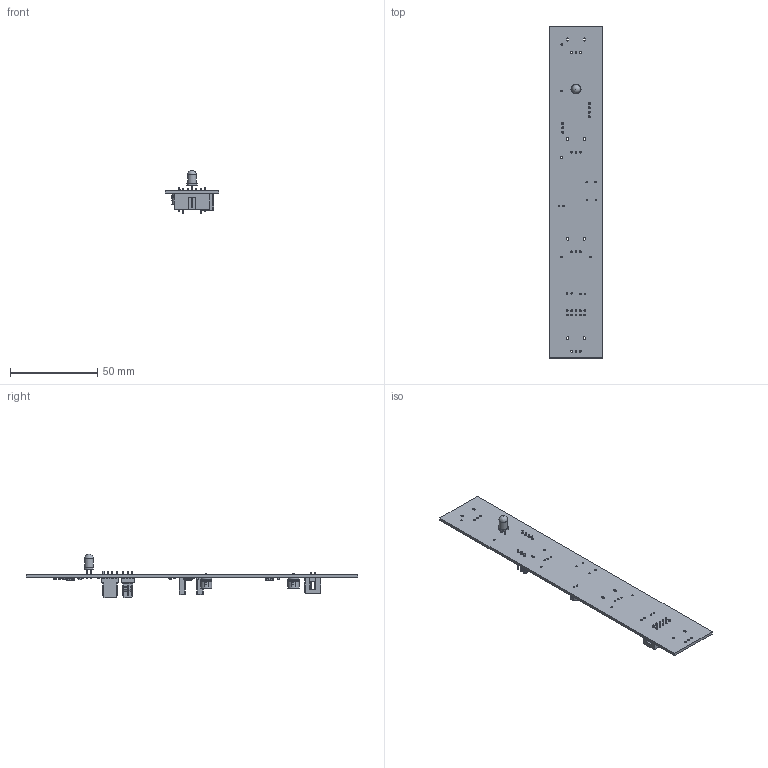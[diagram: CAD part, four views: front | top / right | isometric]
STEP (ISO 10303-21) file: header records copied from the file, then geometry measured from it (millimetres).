
FILE_DESCRIPTION(('KiCad electronic assembly'),'2;1');
FILE_NAME('envelope_follower.step','2023-11-12T12:55:28',('Pcbnew'),( 'Kicad'),'Open CASCADE STEP processor 7.6','KiCad to STEP converter' ,'Unknown');
FILE_SCHEMA(('AUTOMOTIVE_DESIGN { 1 0 10303 214 1 1 1 1 }'));
Length unit declared in the file: millimetre
Products named in the file (22): envelope_follower 1; LED_D5.0mm; SOLID; SOIC-8_3.9x4.9mm_P1.27mm; R_0805_2012Metric; IDC-Header_2x05_P2.54mm_Vertical; C_0805_2012Metric; D_SOD-123; C_Rect_L7.0mm_W3.5mm_P5.00mm; Molex_KK-254_AE-6410-03A_1x03_P2.54mm_Vertical; CP_Radial_D6.3mm_P2.50mm; Molex_KK-254_AE-6410-04A_1x04_P2.54mm_Vertical; envelope_follower PCB
Assembly tree (53 placements, depth 3):
  envelope_follower 1
    LED_D5.0mm
      SOLID
    SOIC-8_3.9x4.9mm_P1.27mm  x3
      SOLID
    R_0805_2012Metric  x18
      SOLID
    IDC-Header_2x05_P2.54mm_Vertical
      SOLID
    C_0805_2012Metric  x6
      SOLID
    D_SOD-123  x6
      SOLID
    C_Rect_L7.0mm_W3.5mm_P5.00mm  x2
      SOLID
    Molex_KK-254_AE-6410-03A_1x03_P2.54mm_Vertical
      SOLID
    CP_Radial_D6.3mm_P2.50mm  x3
      SOLID
    Molex_KK-254_AE-6410-04A_1x04_P2.54mm_Vertical
      SOLID
    envelope_follower PCB
Bounding box: 30.48 x 190.5 x 24.98 mm (x, y, z)
Volume: 11686.6 mm3; surface area: 16742.3 mm2
Topology: 43 solids, 46 shells, 2394 faces, 6057 edges, 3819 vertices
Faces by surface type: plane 1622, cylinder 481, bspline 264, revolution 12, sphere 9, torus 6
Full cylindrical faces by diameter (mm): 0.5 x10, 0.6 x3, 0.8 x10, 0.9 x2, 1 x33, 1.19 x7, 4.9 x1
Entity records: 73619 total; most frequent: CARTESIAN_POINT 13956, DIRECTION 9655, LINE 6837, VECTOR 6837, ORIENTED_EDGE 5380, PCURVE 5380, DEFINITIONAL_REPRESENTATION 5380, EDGE_CURVE 2690
